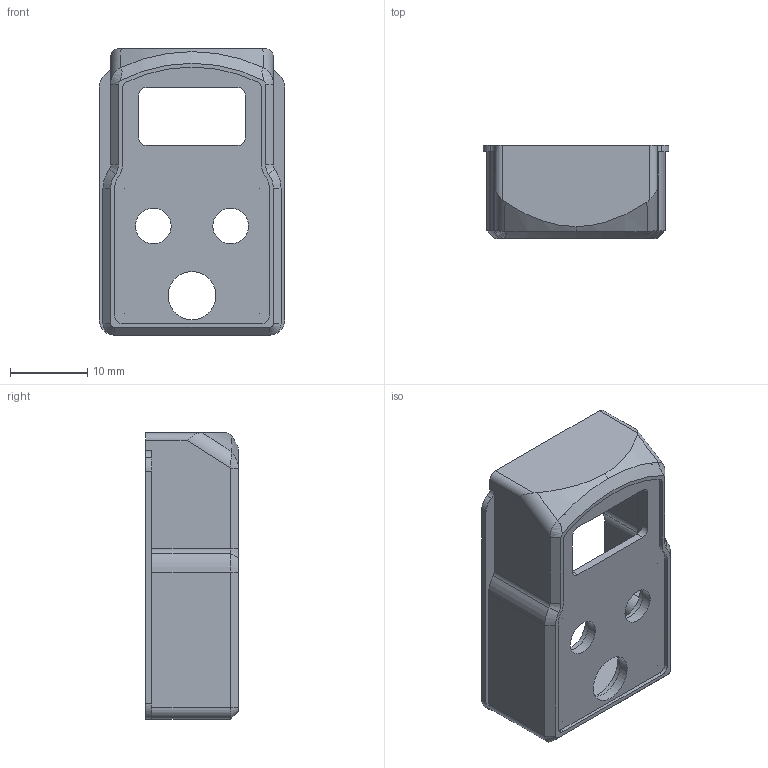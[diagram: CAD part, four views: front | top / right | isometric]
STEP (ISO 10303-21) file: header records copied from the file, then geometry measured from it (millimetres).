
FILE_DESCRIPTION(('HOOPS Exchange Step'),'2;1');
FILE_NAME('temp_export','2022-11-03T14:04:40+01:00',('mobile'),('Shapr3D Limited'),'HOOPS Exchange 2022.1','Shapr3D','Authorized');
FILE_SCHEMA( ('AUTOMOTIVE_DESIGN { 1 0 10303 214 1 1 1 1 }') );
Length unit declared in the file: millimetre
Products named in the file (3): EX-RV1K-02 BASTIDOR DE ELECTRONICA_31-10; 0. ROVER-1K_v2_RCA-3.stp; root
Assembly tree (2 placements, depth 3):
  root
    0. ROVER-1K_v2_RCA-3.stp
      EX-RV1K-02 BASTIDOR DE ELECTRONICA_31-10
Bounding box: 24 x 12 x 37 mm (x, y, z)
Volume: 2445 mm3; surface area: 4260.2 mm2
Topology: 1 solids, 1 shells, 185 faces, 534 edges, 355 vertices
Faces by surface type: cylinder 101, plane 65, cone 17, bspline 2
Full cylindrical faces by diameter (mm): 1.25 x8, 4.6 x2, 5.35 x2, 6.2 x1, 7.2 x1
Entity records: 6528 total; most frequent: CARTESIAN_POINT 1408, DIRECTION 1118, ORIENTED_EDGE 1052, EDGE_CURVE 526, AXIS2_PLACEMENT_3D 426, VERTEX_POINT 355, VECTOR 266, LINE 266
